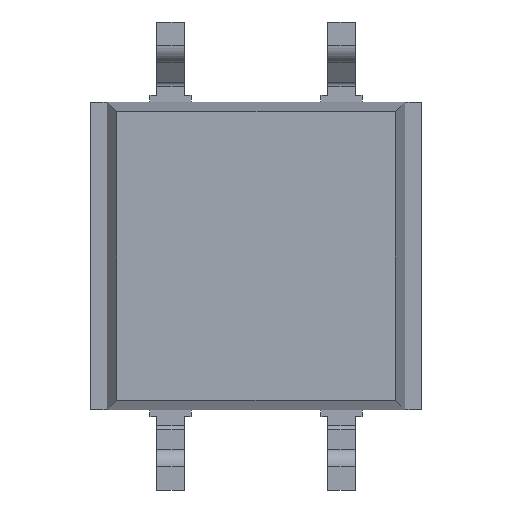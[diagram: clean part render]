
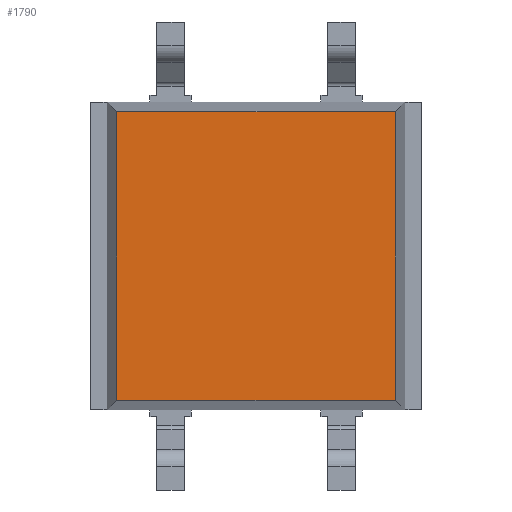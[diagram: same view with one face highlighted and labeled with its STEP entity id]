
A CAD part, front view. The second image highlights one B-rep face of the part: STEP entity #1790.
In plain terms, the highlighted planar face has unit normal (0, -1, 0).
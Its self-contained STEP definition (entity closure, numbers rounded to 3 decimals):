
#12 = LINE ( 'NONE', #1914, #955 ) ;
#31 = CARTESIAN_POINT ( 'NONE',  ( 2.068, 0.1, 2.143 ) ) ;
#122 = CARTESIAN_POINT ( 'NONE',  ( -2.21, 0.1, -2.143 ) ) ;
#160 = LINE ( 'NONE', #196, #1302 ) ;
#196 = CARTESIAN_POINT ( 'NONE',  ( -2.068, 0.1, 2.285 ) ) ;
#208 = VERTEX_POINT ( 'NONE', #1333 ) ;
#225 = LINE ( 'NONE', #122, #1398 ) ;
#470 = DIRECTION ( 'NONE',  ( 0., 0., -1. ) ) ;
#555 = ORIENTED_EDGE ( 'NONE', *, *, #1926, .T. ) ;
#556 = DIRECTION ( 'NONE',  ( 0., 0., 1. ) ) ;
#579 = ORIENTED_EDGE ( 'NONE', *, *, #2363, .T. ) ;
#646 = VERTEX_POINT ( 'NONE', #31 ) ;
#832 = DIRECTION ( 'NONE',  ( 0., 0., -1. ) ) ;
#930 = DIRECTION ( 'NONE',  ( 0., -1., 0. ) ) ;
#955 = VECTOR ( 'NONE', #556, 1000. ) ;
#962 = CARTESIAN_POINT ( 'NONE',  ( -2.068, 0.1, 2.143 ) ) ;
#1120 = LINE ( 'NONE', #2980, #2366 ) ;
#1302 = VECTOR ( 'NONE', #832, 1000. ) ;
#1333 = CARTESIAN_POINT ( 'NONE',  ( 2.068, 0.1, -2.143 ) ) ;
#1363 = PLANE ( 'NONE',  #2479 ) ;
#1398 = VECTOR ( 'NONE', #2462, 1000. ) ;
#1594 = DIRECTION ( 'NONE',  ( -1., 0., 0. ) ) ;
#1651 = EDGE_CURVE ( 'NONE', #1830, #2714, #160, .T. ) ;
#1731 = CARTESIAN_POINT ( 'NONE',  ( -2.068, 0.1, -2.143 ) ) ;
#1790 = ADVANCED_FACE ( 'NONE', ( #2380 ), #1363, .T. ) ;
#1830 = VERTEX_POINT ( 'NONE', #962 ) ;
#1914 = CARTESIAN_POINT ( 'NONE',  ( 2.068, 0.1, -2.285 ) ) ;
#1926 = EDGE_CURVE ( 'NONE', #208, #646, #12, .T. ) ;
#2311 = ORIENTED_EDGE ( 'NONE', *, *, #1651, .T. ) ;
#2363 = EDGE_CURVE ( 'NONE', #646, #1830, #1120, .T. ) ;
#2366 = VECTOR ( 'NONE', #1594, 1000. ) ;
#2380 = FACE_OUTER_BOUND ( 'NONE', #2430, .T. ) ;
#2430 = EDGE_LOOP ( 'NONE', ( #2569, #555, #579, #2311 ) ) ;
#2462 = DIRECTION ( 'NONE',  ( 1., 0., 0. ) ) ;
#2479 = AXIS2_PLACEMENT_3D ( 'NONE', #2505, #930, #470 ) ;
#2505 = CARTESIAN_POINT ( 'NONE',  ( 0., 0.1, 0. ) ) ;
#2569 = ORIENTED_EDGE ( 'NONE', *, *, #2728, .T. ) ;
#2714 = VERTEX_POINT ( 'NONE', #1731 ) ;
#2728 = EDGE_CURVE ( 'NONE', #2714, #208, #225, .T. ) ;
#2980 = CARTESIAN_POINT ( 'NONE',  ( 2.21, 0.1, 2.143 ) ) ;
